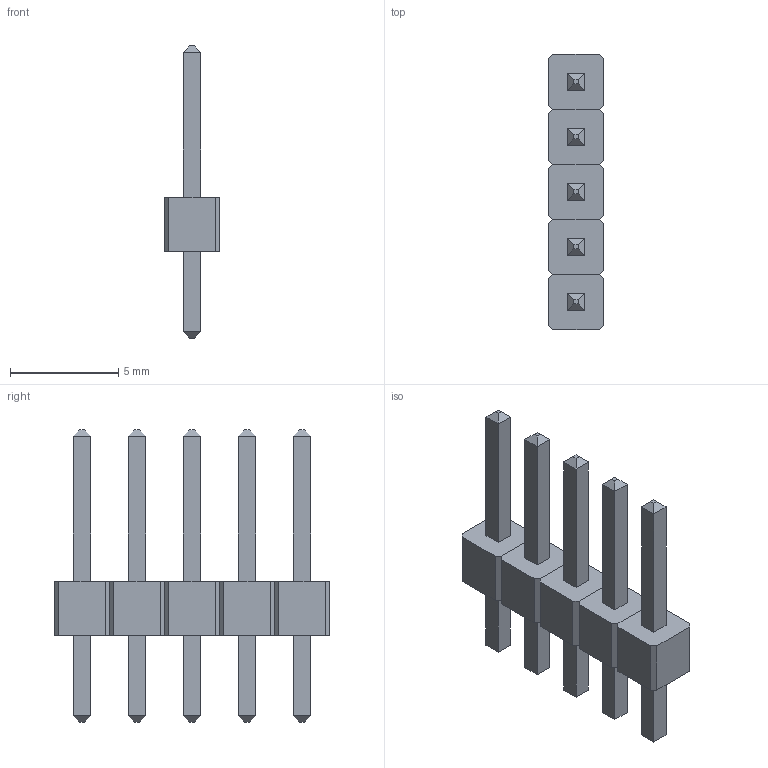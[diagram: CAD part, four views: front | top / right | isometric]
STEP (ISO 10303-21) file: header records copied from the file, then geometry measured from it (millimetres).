
FILE_DESCRIPTION(('STEP AP214'),'1');
FILE_NAME('Pin Header 2.54-05.stp','2022-10-24T06:38:10',(' '),(' '),'Spatial InterOp 3D',' ',' ');
FILE_SCHEMA(('AUTOMOTIVE_DESIGN { 1 0 10303 214 1 1 1 1 }'));
Length unit declared in the file: millimetre
Products named in the file (2): Pin Header  2.54; Pin Header 2.54x1
Assembly tree (5 placements, depth 2):
  Pin Header  2.54
    Pin Header 2.54x1  x5
Bounding box: 2.54 x 12.7 x 13.5 mm (x, y, z)
Volume: 113.8 mm3; surface area: 353.7 mm2
Topology: 5 solids, 5 shells, 140 faces, 320 edges, 200 vertices
Faces by surface type: plane 140
Entity records: 1063 total; most frequent: CARTESIAN_POINT 138, DIRECTION 132, ORIENTED_EDGE 128, EDGE_CURVE 64, LINE 64, VECTOR 64, VERTEX_POINT 40, AXIS2_PLACEMENT_3D 34
